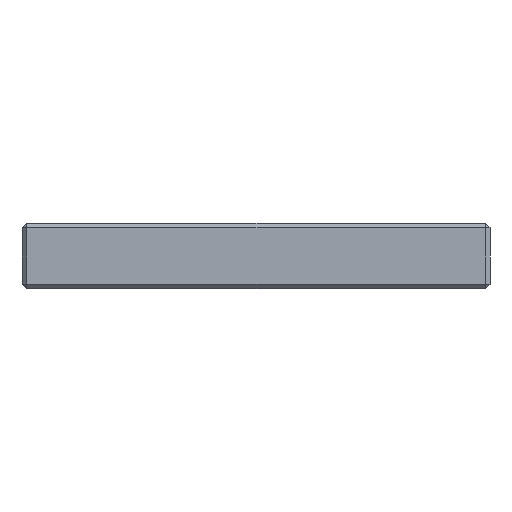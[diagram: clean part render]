
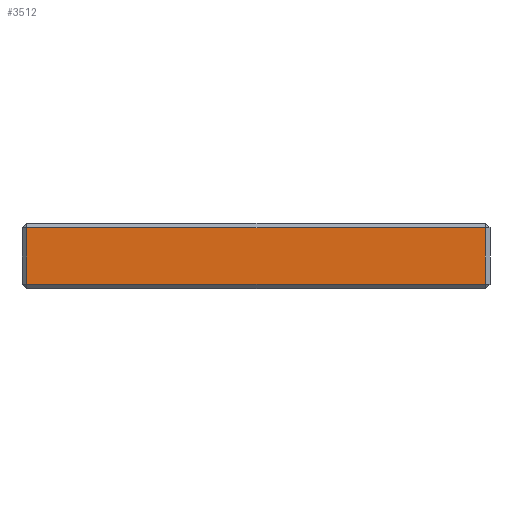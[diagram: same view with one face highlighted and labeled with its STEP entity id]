
A CAD part, left-side view. The second image highlights one B-rep face of the part: STEP entity #3512.
In plain terms, the highlighted planar face has unit normal (-1, 0, 0).
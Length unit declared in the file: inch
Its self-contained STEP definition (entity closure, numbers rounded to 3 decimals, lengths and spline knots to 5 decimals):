
#125=PLANE('',#3980);
#414=FACE_OUTER_BOUND('',#704,.T.);
#704=EDGE_LOOP('',(#3005,#3006,#3007,#3008));
#915=LINE('',#6003,#1119);
#916=LINE('',#6005,#1120);
#917=LINE('',#6007,#1121);
#918=LINE('',#6008,#1122);
#1119=VECTOR('',#5033,39.37008);
#1120=VECTOR('',#5034,39.37008);
#1121=VECTOR('',#5035,39.37008);
#1122=VECTOR('',#5036,39.37008);
#1693=VERTEX_POINT('',#6001);
#1694=VERTEX_POINT('',#6002);
#1695=VERTEX_POINT('',#6004);
#1696=VERTEX_POINT('',#6006);
#2136=EDGE_CURVE('',#1693,#1694,#915,.T.);
#2137=EDGE_CURVE('',#1694,#1695,#916,.T.);
#2138=EDGE_CURVE('',#1695,#1696,#917,.T.);
#2139=EDGE_CURVE('',#1696,#1693,#918,.T.);
#3005=ORIENTED_EDGE('',*,*,#2136,.T.);
#3006=ORIENTED_EDGE('',*,*,#2137,.T.);
#3007=ORIENTED_EDGE('',*,*,#2138,.T.);
#3008=ORIENTED_EDGE('',*,*,#2139,.T.);
#3512=ADVANCED_FACE('',(#414),#125,.F.);
#3980=AXIS2_PLACEMENT_3D('',#6000,#5031,#5032);
#5031=DIRECTION('center_axis',(1.,0.,0.));
#5032=DIRECTION('ref_axis',(0.,0.,1.));
#5033=DIRECTION('',(0.,-1.,0.));
#5034=DIRECTION('',(0.,0.,1.));
#5035=DIRECTION('',(0.,1.,0.));
#5036=DIRECTION('',(0.,0.,-1.));
#6000=CARTESIAN_POINT('Origin',(-1.25,1.25,-1.02));
#6001=CARTESIAN_POINT('',(-1.25,1.225,-1.345));
#6002=CARTESIAN_POINT('',(-1.25,-1.225,-1.345));
#6003=CARTESIAN_POINT('',(-1.25,-1.25,-1.345));
#6004=CARTESIAN_POINT('',(-1.25,-1.225,-1.045));
#6005=CARTESIAN_POINT('',(-1.25,-1.225,-1.02));
#6006=CARTESIAN_POINT('',(-1.25,1.225,-1.045));
#6007=CARTESIAN_POINT('',(-1.25,1.25,-1.045));
#6008=CARTESIAN_POINT('',(-1.25,1.225,-1.02));
